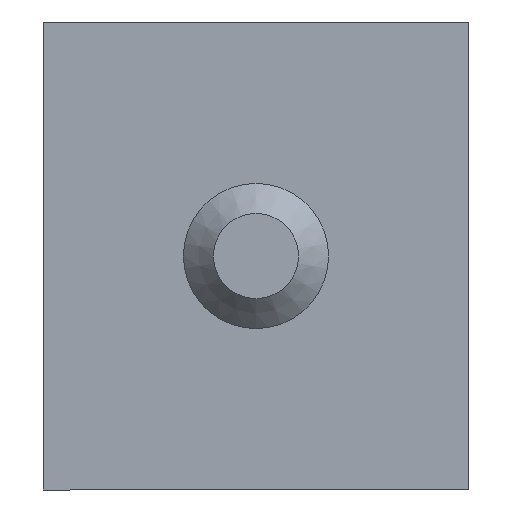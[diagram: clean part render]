
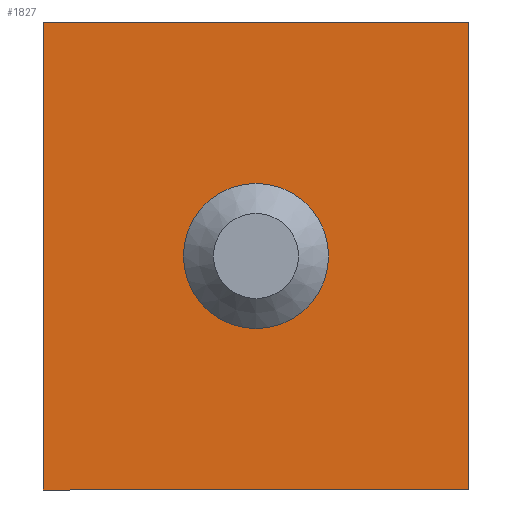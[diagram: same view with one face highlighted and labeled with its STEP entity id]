
A CAD part, left-side view. The second image highlights one B-rep face of the part: STEP entity #1827.
In plain terms, the highlighted face is planar.
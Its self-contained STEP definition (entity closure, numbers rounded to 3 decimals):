
#234=LINE($,#3009,#436);
#238=LINE($,#3017,#440);
#241=LINE($,#3023,#443);
#244=LINE($,#3028,#446);
#436=VECTOR($,#2478,110.);
#440=VECTOR($,#2484,100.);
#443=VECTOR($,#2489,110.);
#446=VECTOR($,#2494,100.);
#554=PLANE($,#2005);
#681=FACE_OUTER_BOUND($,#802,.T.);
#802=EDGE_LOOP($,(#1666,#1667,#1668,#1669));
#979=VERTEX_POINT($,#3007);
#980=VERTEX_POINT($,#3008);
#983=VERTEX_POINT($,#3016);
#985=VERTEX_POINT($,#3022);
#1206=EDGE_CURVE($,#979,#980,#234,.T.);
#1210=EDGE_CURVE($,#980,#983,#238,.T.);
#1213=EDGE_CURVE($,#983,#985,#241,.T.);
#1216=EDGE_CURVE($,#985,#979,#244,.T.);
#1666=ORIENTED_EDGE($,*,*,#1216,.T.);
#1667=ORIENTED_EDGE($,*,*,#1206,.T.);
#1668=ORIENTED_EDGE($,*,*,#1210,.T.);
#1669=ORIENTED_EDGE($,*,*,#1213,.T.);
#1827=ADVANCED_FACE($,(#681),#554,.F.);
#2005=AXIS2_PLACEMENT_3D($,#3031,#2498,#2499);
#2478=DIRECTION($,(0.,-1.,0.));
#2484=DIRECTION($,(-1.,0.,0.));
#2489=DIRECTION($,(0.,1.,0.));
#2494=DIRECTION($,(1.,0.,0.));
#2498=DIRECTION('center_axis',(0.,0.,1.));
#2499=DIRECTION('ref_axis',(1.,0.,0.));
#3007=CARTESIAN_POINT('',(70.555,20.128,0.));
#3008=CARTESIAN_POINT('',(70.555,-89.872,0.));
#3009=CARTESIAN_POINT($,(70.555,20.128,0.));
#3016=CARTESIAN_POINT('',(-29.445,-89.872,0.));
#3017=CARTESIAN_POINT($,(70.555,-89.872,0.));
#3022=CARTESIAN_POINT('',(-29.445,20.128,0.));
#3023=CARTESIAN_POINT($,(-29.445,-89.872,0.));
#3028=CARTESIAN_POINT($,(-29.445,20.128,0.));
#3031=CARTESIAN_POINT('Origin',(20.555,-34.872,0.));
